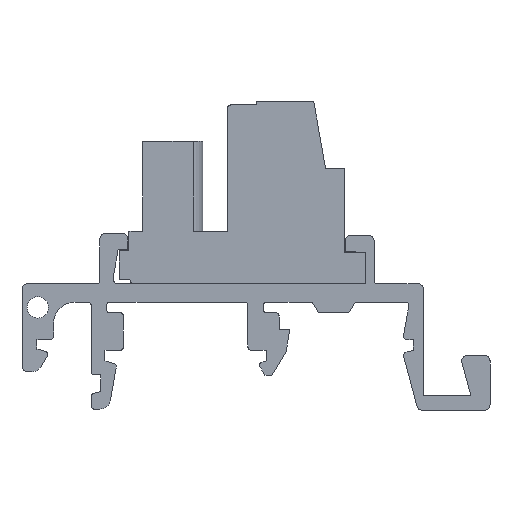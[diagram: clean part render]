
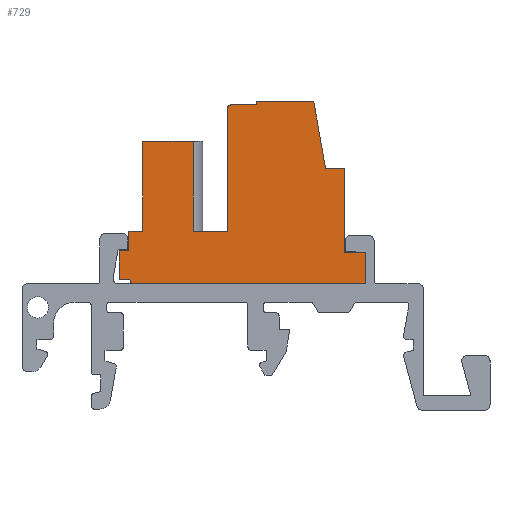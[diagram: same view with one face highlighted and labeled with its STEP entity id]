
A CAD part, left-side view. The second image highlights one B-rep face of the part: STEP entity #729.
In plain terms, the highlighted planar face has unit normal (-1, 0, 0).
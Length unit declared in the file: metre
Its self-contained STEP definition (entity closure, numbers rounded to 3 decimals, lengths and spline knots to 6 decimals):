
#729=ADVANCED_FACE('',(#1556),#1557,.F.);
#1556=FACE_OUTER_BOUND('',#2468,.T.);
#1557=PLANE('',#2469);
#2468=EDGE_LOOP('',(#4608,#4609,#4610,#4611,#4612,#4613,#4614,#4615,#4616,#4617,#4618,#4619,#4620,#4621,#4622,#4623,#4624,#4625,#4626,#4627,#4628));
#2469=AXIS2_PLACEMENT_3D('',#4629,#4630,#4631);
#4608=ORIENTED_EDGE('',*,*,#5763,.F.);
#4609=ORIENTED_EDGE('',*,*,#6306,.F.);
#4610=ORIENTED_EDGE('',*,*,#5638,.T.);
#4611=ORIENTED_EDGE('',*,*,#6169,.T.);
#4612=ORIENTED_EDGE('',*,*,#6135,.F.);
#4613=ORIENTED_EDGE('',*,*,#6307,.T.);
#4614=ORIENTED_EDGE('',*,*,#5822,.T.);
#4615=ORIENTED_EDGE('',*,*,#6308,.T.);
#4616=ORIENTED_EDGE('',*,*,#6290,.T.);
#4617=ORIENTED_EDGE('',*,*,#6309,.F.);
#4618=ORIENTED_EDGE('',*,*,#6310,.F.);
#4619=ORIENTED_EDGE('',*,*,#5584,.T.);
#4620=ORIENTED_EDGE('',*,*,#6311,.F.);
#4621=ORIENTED_EDGE('',*,*,#5869,.T.);
#4622=ORIENTED_EDGE('',*,*,#6032,.F.);
#4623=ORIENTED_EDGE('',*,*,#6196,.F.);
#4624=ORIENTED_EDGE('',*,*,#6267,.T.);
#4625=ORIENTED_EDGE('',*,*,#6218,.F.);
#4626=ORIENTED_EDGE('',*,*,#6179,.T.);
#4627=ORIENTED_EDGE('',*,*,#6269,.T.);
#4628=ORIENTED_EDGE('',*,*,#6312,.T.);
#4629=CARTESIAN_POINT('',(0.032709,0.18105,0.089516));
#4630=DIRECTION('',(1.0,0.,0.));
#4631=DIRECTION('',(0.,1.0,0.0));
#5584=EDGE_CURVE('',#6774,#6772,#6775,.T.);
#5638=EDGE_CURVE('',#6867,#6868,#6869,.T.);
#5763=EDGE_CURVE('',#7067,#7069,#7070,.T.);
#5822=EDGE_CURVE('',#7164,#7166,#7168,.T.);
#5869=EDGE_CURVE('',#7243,#7241,#7244,.T.);
#6032=EDGE_CURVE('',#7488,#7241,#7490,.T.);
#6135=EDGE_CURVE('',#7632,#7634,#7635,.T.);
#6169=EDGE_CURVE('',#6868,#7634,#7677,.T.);
#6179=EDGE_CURVE('',#7688,#7690,#7692,.T.);
#6196=EDGE_CURVE('',#7710,#7488,#7712,.T.);
#6218=EDGE_CURVE('',#7688,#7741,#7742,.T.);
#6267=EDGE_CURVE('',#7710,#7741,#7805,.T.);
#6269=EDGE_CURVE('',#7690,#7807,#7808,.T.);
#6290=EDGE_CURVE('',#7829,#7831,#7833,.T.);
#6306=EDGE_CURVE('',#6867,#7067,#7852,.T.);
#6307=EDGE_CURVE('',#7632,#7164,#7853,.T.);
#6308=EDGE_CURVE('',#7166,#7829,#7854,.T.);
#6309=EDGE_CURVE('',#7855,#7831,#7856,.T.);
#6310=EDGE_CURVE('',#6774,#7855,#7857,.T.);
#6311=EDGE_CURVE('',#7243,#6772,#7858,.T.);
#6312=EDGE_CURVE('',#7807,#7069,#7859,.T.);
#6772=VERTEX_POINT('',#8452);
#6774=VERTEX_POINT('',#8455);
#6775=LINE('',#8456,#8457);
#6867=VERTEX_POINT('',#8584);
#6868=VERTEX_POINT('',#8585);
#6869=LINE('',#8586,#8587);
#7067=VERTEX_POINT('',#8871);
#7069=VERTEX_POINT('',#8874);
#7070=LINE('',#8875,#8876);
#7164=VERTEX_POINT('',#9006);
#7166=VERTEX_POINT('',#9009);
#7168=LINE('',#9012,#9013);
#7241=VERTEX_POINT('',#9110);
#7243=VERTEX_POINT('',#9113);
#7244=LINE('',#9114,#9115);
#7488=VERTEX_POINT('',#9455);
#7490=LINE('',#9458,#9459);
#7632=VERTEX_POINT('',#9659);
#7634=VERTEX_POINT('',#9662);
#7635=LINE('',#9663,#9664);
#7677=LINE('',#9723,#9724);
#7688=VERTEX_POINT('',#9741);
#7690=VERTEX_POINT('',#9744);
#7692=CIRCLE('',#9747,0.0004);
#7710=VERTEX_POINT('',#9772);
#7712=LINE('',#9775,#9776);
#7741=VERTEX_POINT('',#9820);
#7742=LINE('',#9821,#9822);
#7805=LINE('',#9913,#9914);
#7807=VERTEX_POINT('',#9916);
#7808=LINE('',#9917,#9918);
#7829=VERTEX_POINT('',#9948);
#7831=VERTEX_POINT('',#9951);
#7833=LINE('',#9954,#9955);
#7852=LINE('',#9979,#9980);
#7853=LINE('',#9981,#9982);
#7854=CIRCLE('',#9983,0.0003);
#7855=VERTEX_POINT('',#9984);
#7856=LINE('',#9985,#9986);
#7857=LINE('',#9987,#9988);
#7858=LINE('',#9989,#9990);
#7859=LINE('',#9991,#9992);
#8452=CARTESIAN_POINT('',(0.032709,0.18075,0.100816));
#8455=CARTESIAN_POINT('',(0.032709,0.17605,0.100816));
#8456=CARTESIAN_POINT('',(0.032709,0.17795,0.100816));
#8457=VECTOR('',#10409,1.0);
#8584=CARTESIAN_POINT('',(0.032709,0.16195,0.098266));
#8585=CARTESIAN_POINT('',(0.032709,0.163682,0.098266));
#8586=CARTESIAN_POINT('',(0.032709,0.16195,0.098266));
#8587=VECTOR('',#10466,1.0);
#8871=CARTESIAN_POINT('',(0.032709,0.16195,0.090416));
#8874=CARTESIAN_POINT('',(0.032709,0.15995,0.090416));
#8875=CARTESIAN_POINT('',(0.032709,0.18105,0.090416));
#8876=VECTOR('',#10578,1.0);
#9006=CARTESIAN_POINT('',(0.032709,0.1701,0.104216));
#9009=CARTESIAN_POINT('',(0.032709,0.17255,0.104216));
#9012=CARTESIAN_POINT('',(0.032709,0.18095,0.104216));
#9013=VECTOR('',#10650,1.0);
#9110=CARTESIAN_POINT('',(0.032709,0.18205,0.092416));
#9113=CARTESIAN_POINT('',(0.032709,0.18075,0.092416));
#9114=CARTESIAN_POINT('',(0.032709,0.18195,0.092416));
#9115=VECTOR('',#10700,1.0);
#9455=CARTESIAN_POINT('',(0.032709,0.18205,0.090616));
#9458=CARTESIAN_POINT('',(0.032709,0.18205,0.092416));
#9459=VECTOR('',#10912,1.0);
#9659=CARTESIAN_POINT('',(0.032709,0.1701,0.104516));
#9662=CARTESIAN_POINT('',(0.032709,0.164784,0.104516));
#9663=CARTESIAN_POINT('',(0.032709,0.18195,0.104516));
#9664=VECTOR('',#11011,1.0);
#9723=CARTESIAN_POINT('',(0.032709,0.165009,0.105789));
#9724=VECTOR('',#11041,1.0);
#9741=CARTESIAN_POINT('',(0.032709,0.18195,0.087916));
#9744=CARTESIAN_POINT('',(0.032709,0.18155,0.087516));
#9747=AXIS2_PLACEMENT_3D('',#11050,#11051,#11052);
#9772=CARTESIAN_POINT('',(0.032709,0.18295,0.090616));
#9775=CARTESIAN_POINT('',(0.032709,0.18195,0.090616));
#9776=VECTOR('',#11061,1.0);
#9820=CARTESIAN_POINT('',(0.032709,0.18295,0.087916));
#9821=CARTESIAN_POINT('',(0.032709,0.18195,0.087916));
#9822=VECTOR('',#11077,1.0);
#9913=CARTESIAN_POINT('',(0.032709,0.18295,0.089516));
#9914=VECTOR('',#11121,1.0);
#9916=CARTESIAN_POINT('',(0.032709,0.15995,0.087516));
#9917=CARTESIAN_POINT('',(0.032709,0.18195,0.087516));
#9918=VECTOR('',#11122,1.0);
#9948=CARTESIAN_POINT('',(0.032709,0.17285,0.103916));
#9951=CARTESIAN_POINT('',(0.032709,0.17285,0.092416));
#9954=CARTESIAN_POINT('',(0.032709,0.17285,0.091716));
#9955=VECTOR('',#11140,1.0);
#9979=CARTESIAN_POINT('',(0.032709,0.16195,0.098366));
#9980=VECTOR('',#11152,1.0);
#9981=CARTESIAN_POINT('',(0.032709,0.1701,0.104215));
#9982=VECTOR('',#11153,1.0);
#9983=AXIS2_PLACEMENT_3D('',#11154,#11155,#11156);
#9984=CARTESIAN_POINT('',(0.032709,0.17605,0.092416));
#9985=CARTESIAN_POINT('',(0.032709,0.17285,0.092416));
#9986=VECTOR('',#11157,1.0);
#9987=CARTESIAN_POINT('',(0.032709,0.17605,0.100816));
#9988=VECTOR('',#11158,1.0);
#9989=CARTESIAN_POINT('',(0.032709,0.18075,0.100816));
#9990=VECTOR('',#11159,1.0);
#9991=CARTESIAN_POINT('',(0.032709,0.15995,0.087616));
#9992=VECTOR('',#11160,1.0);
#10409=DIRECTION('',(0.0,1.0,0.));
#10466=DIRECTION('',(0.0,1.0,0.0));
#10578=DIRECTION('',(0.,-1.0,0.0));
#10650=DIRECTION('',(0.0,1.0,0.0));
#10700=DIRECTION('',(-0.0,1.0,0.));
#10912=DIRECTION('',(-0.0,0.0,1.0));
#11011=DIRECTION('',(0.0,-1.0,0.0));
#11041=DIRECTION('',(-0.0,0.174,0.985));
#11050=CARTESIAN_POINT('',(0.032709,0.18155,0.087916));
#11051=DIRECTION('',(-1.0,-0.0,-0.0));
#11052=DIRECTION('',(0.0,0.0,-1.0));
#11061=DIRECTION('',(0.0,-1.0,0.));
#11077=DIRECTION('',(0.0,1.0,0.0));
#11121=DIRECTION('',(0.0,0.,-1.0));
#11122=DIRECTION('',(0.,-1.0,0.));
#11140=DIRECTION('',(0.0,0.,-1.0));
#11152=DIRECTION('',(0.0,0.,-1.0));
#11153=DIRECTION('',(0.0,0.,-1.0));
#11154=CARTESIAN_POINT('',(0.032709,0.17255,0.103916));
#11155=DIRECTION('',(-1.0,-0.0,-0.0));
#11156=DIRECTION('',(0.0,0.0,-1.0));
#11157=DIRECTION('',(0.0,-1.0,0.0));
#11158=DIRECTION('',(0.0,0.,-1.0));
#11159=DIRECTION('',(0.0,0.,1.0));
#11160=DIRECTION('',(0.,0.,1.0));
